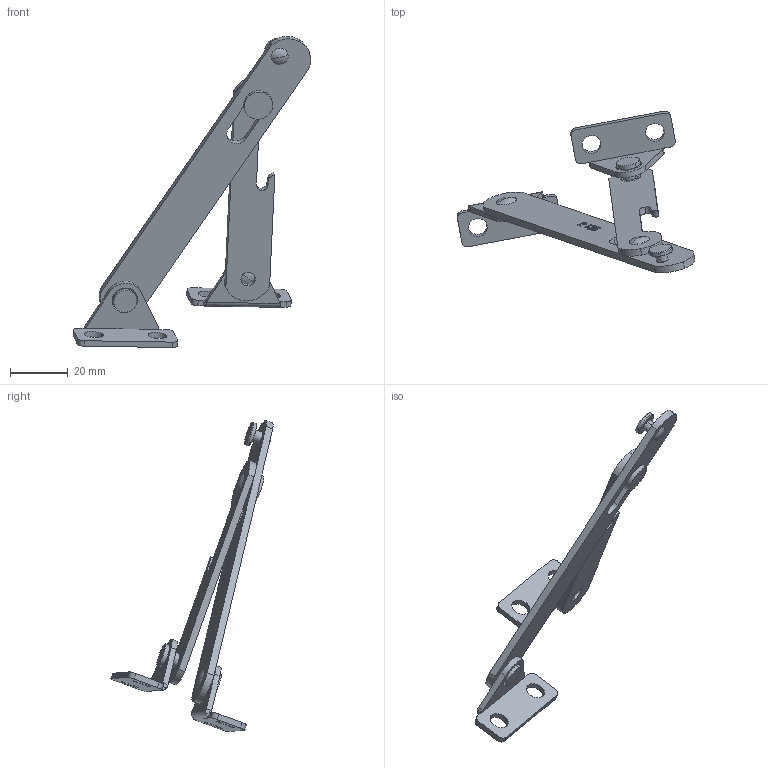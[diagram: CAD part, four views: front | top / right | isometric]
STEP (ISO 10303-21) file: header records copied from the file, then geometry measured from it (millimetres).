
FILE_DESCRIPTION (( 'STEP AP203' ), '1' );
FILE_NAME ('PM59.135.R (304 PASLANMAZ).STEP', '2025-05-28T04:21:08', ( '' ), ( '' ), 'SwSTEP 2.0', 'SolidWorks 2021', '' );
FILE_SCHEMA (( 'CONFIG_CONTROL_DESIGN' ));
Length unit declared in the file: millimetre
Products named in the file (1): PM59.135.R (304 PASLANMAZ)
Bounding box: 81.98 x 55.94 x 107.29 mm (x, y, z)
Volume: 10072.9 mm3; surface area: 11192.3 mm2
Topology: 8 solids, 8 shells, 221 faces, 544 edges, 360 vertices
Faces by surface type: plane 90, cylinder 80, bspline 33, sphere 8, torus 6, cone 4
Entity records: 8729 total; most frequent: CARTESIAN_POINT 3536, ORIENTED_EDGE 1088, DIRECTION 985, EDGE_CURVE 544, AXIS2_PLACEMENT_3D 369, VERTEX_POINT 360, EDGE_LOOP 264, LINE 247
